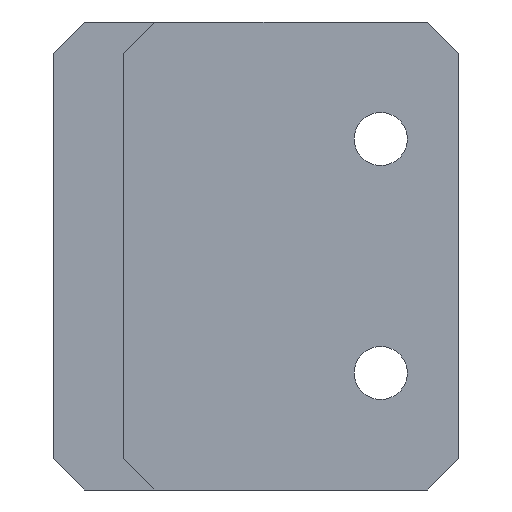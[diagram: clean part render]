
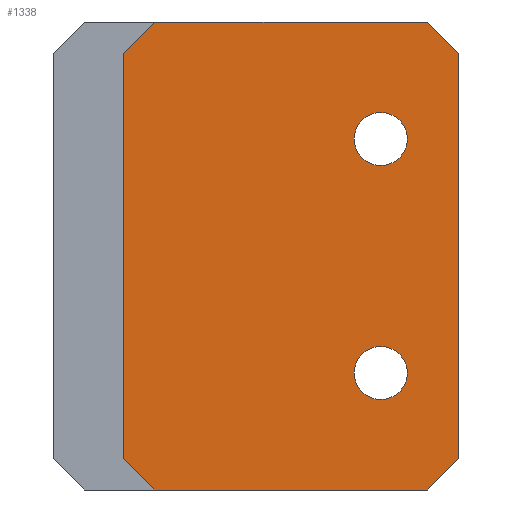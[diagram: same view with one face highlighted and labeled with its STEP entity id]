
A CAD part, front view. The second image highlights one B-rep face of the part: STEP entity #1338.
In plain terms, the highlighted planar face has unit normal (0, -1, 0).
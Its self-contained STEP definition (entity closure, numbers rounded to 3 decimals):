
#7 = EDGE_CURVE ( 'NONE', #890, #705, #851, .T. ) ;
#24 = EDGE_LOOP ( 'NONE', ( #1292, #988, #1354, #1127, #642, #1615, #147, #1169 ) ) ;
#32 = LINE ( 'NONE', #576, #1271 ) ;
#39 = CARTESIAN_POINT ( 'NONE',  ( 26., -4.25, 30. ) ) ;
#78 = EDGE_CURVE ( 'NONE', #1529, #1657, #1188, .T. ) ;
#79 = FACE_BOUND ( 'NONE', #1613, .T. ) ;
#82 = CARTESIAN_POINT ( 'NONE',  ( 4.5, -4.25, 0. ) ) ;
#91 = CARTESIAN_POINT ( 'NONE',  ( 21., -4.25, 9.2 ) ) ;
#103 = AXIS2_PLACEMENT_3D ( 'NONE', #349, #241, #341 ) ;
#126 = LINE ( 'NONE', #783, #1029 ) ;
#129 = DIRECTION ( 'NONE',  ( 0., 0., -1. ) ) ;
#147 = ORIENTED_EDGE ( 'NONE', *, *, #567, .F. ) ;
#149 = CARTESIAN_POINT ( 'NONE',  ( 4.5, -4.25, 30. ) ) ;
#167 = CARTESIAN_POINT ( 'NONE',  ( 21., -4.25, 22.5 ) ) ;
#182 = EDGE_CURVE ( 'NONE', #764, #761, #188, .T. ) ;
#188 = CIRCLE ( 'NONE', #856, 1.7 ) ;
#191 = AXIS2_PLACEMENT_3D ( 'NONE', #733, #1644, #1259 ) ;
#219 = EDGE_LOOP ( 'NONE', ( #1241, #915 ) ) ;
#220 = CARTESIAN_POINT ( 'NONE',  ( 26., -4.25, 28. ) ) ;
#229 = ORIENTED_EDGE ( 'NONE', *, *, #1641, .T. ) ;
#241 = DIRECTION ( 'NONE',  ( 0., 1., 0. ) ) ;
#325 = PLANE ( 'NONE',  #191 ) ;
#330 = CARTESIAN_POINT ( 'NONE',  ( 4.5, -4.25, 2. ) ) ;
#341 = DIRECTION ( 'NONE',  ( 0., 0., 1. ) ) ;
#349 = CARTESIAN_POINT ( 'NONE',  ( 21., -4.25, 7.5 ) ) ;
#371 = DIRECTION ( 'NONE',  ( 0., 1., 0. ) ) ;
#436 = VERTEX_POINT ( 'NONE', #1665 ) ;
#437 = DIRECTION ( 'NONE',  ( 0., 1., 0. ) ) ;
#462 = CARTESIAN_POINT ( 'NONE',  ( 6.5, -4.25, 30. ) ) ;
#496 = DIRECTION ( 'NONE',  ( 0., 0., 1. ) ) ;
#541 = DIRECTION ( 'NONE',  ( -0.707, 0., 0.707 ) ) ;
#558 = LINE ( 'NONE', #1633, #1637 ) ;
#561 = VECTOR ( 'NONE', #967, 1000. ) ;
#567 = EDGE_CURVE ( 'NONE', #1109, #436, #126, .T. ) ;
#576 = CARTESIAN_POINT ( 'NONE',  ( 26., -4.25, 2. ) ) ;
#583 = FACE_OUTER_BOUND ( 'NONE', #24, .T. ) ;
#598 = VECTOR ( 'NONE', #611, 1000. ) ;
#611 = DIRECTION ( 'NONE',  ( 1., 0., 0. ) ) ;
#642 = ORIENTED_EDGE ( 'NONE', *, *, #1555, .F. ) ;
#688 = AXIS2_PLACEMENT_3D ( 'NONE', #167, #437, #1206 ) ;
#693 = LINE ( 'NONE', #462, #561 ) ;
#694 = EDGE_CURVE ( 'NONE', #1109, #1529, #693, .T. ) ;
#705 = VERTEX_POINT ( 'NONE', #1210 ) ;
#733 = CARTESIAN_POINT ( 'NONE',  ( 4.5, -4.25, 30. ) ) ;
#735 = DIRECTION ( 'NONE',  ( 0.707, 0., -0.707 ) ) ;
#761 = VERTEX_POINT ( 'NONE', #826 ) ;
#764 = VERTEX_POINT ( 'NONE', #1110 ) ;
#766 = CARTESIAN_POINT ( 'NONE',  ( 21., -4.25, 7.5 ) ) ;
#769 = CARTESIAN_POINT ( 'NONE',  ( 6.5, -4.25, 0. ) ) ;
#783 = CARTESIAN_POINT ( 'NONE',  ( 4.5, -4.25, 30. ) ) ;
#826 = CARTESIAN_POINT ( 'NONE',  ( 21., -4.25, 20.8 ) ) ;
#846 = EDGE_CURVE ( 'NONE', #1657, #1358, #1686, .T. ) ;
#851 = CIRCLE ( 'NONE', #103, 1.7 ) ;
#856 = AXIS2_PLACEMENT_3D ( 'NONE', #1045, #1571, #927 ) ;
#858 = AXIS2_PLACEMENT_3D ( 'NONE', #766, #371, #496 ) ;
#860 = VERTEX_POINT ( 'NONE', #220 ) ;
#866 = FACE_BOUND ( 'NONE', #219, .T. ) ;
#890 = VERTEX_POINT ( 'NONE', #91 ) ;
#897 = CARTESIAN_POINT ( 'NONE',  ( 26., -4.25, 2. ) ) ;
#915 = ORIENTED_EDGE ( 'NONE', *, *, #1517, .T. ) ;
#927 = DIRECTION ( 'NONE',  ( 0., 0., 1. ) ) ;
#953 = CARTESIAN_POINT ( 'NONE',  ( 24., -4.25, 0. ) ) ;
#954 = EDGE_CURVE ( 'NONE', #1358, #1553, #1268, .T. ) ;
#967 = DIRECTION ( 'NONE',  ( -0.707, 0., -0.707 ) ) ;
#988 = ORIENTED_EDGE ( 'NONE', *, *, #846, .T. ) ;
#1029 = VECTOR ( 'NONE', #1305, 1000. ) ;
#1045 = CARTESIAN_POINT ( 'NONE',  ( 21., -4.25, 22.5 ) ) ;
#1059 = CIRCLE ( 'NONE', #858, 1.7 ) ;
#1091 = DIRECTION ( 'NONE',  ( 0.707, 0., 0.707 ) ) ;
#1096 = VECTOR ( 'NONE', #735, 1000. ) ;
#1105 = CARTESIAN_POINT ( 'NONE',  ( 4.5, -4.25, 28. ) ) ;
#1109 = VERTEX_POINT ( 'NONE', #1368 ) ;
#1110 = CARTESIAN_POINT ( 'NONE',  ( 21., -4.25, 24.2 ) ) ;
#1112 = VECTOR ( 'NONE', #1625, 1000. ) ;
#1127 = ORIENTED_EDGE ( 'NONE', *, *, #1182, .T. ) ;
#1169 = ORIENTED_EDGE ( 'NONE', *, *, #694, .T. ) ;
#1182 = EDGE_CURVE ( 'NONE', #1553, #1655, #32, .T. ) ;
#1188 = LINE ( 'NONE', #149, #1604 ) ;
#1206 = DIRECTION ( 'NONE',  ( 0., 0., 1. ) ) ;
#1210 = CARTESIAN_POINT ( 'NONE',  ( 21., -4.25, 5.8 ) ) ;
#1241 = ORIENTED_EDGE ( 'NONE', *, *, #182, .T. ) ;
#1259 = DIRECTION ( 'NONE',  ( 0., 0., 1. ) ) ;
#1268 = LINE ( 'NONE', #82, #598 ) ;
#1271 = VECTOR ( 'NONE', #1091, 1000. ) ;
#1292 = ORIENTED_EDGE ( 'NONE', *, *, #78, .T. ) ;
#1305 = DIRECTION ( 'NONE',  ( 1., 0., 0. ) ) ;
#1326 = LINE ( 'NONE', #39, #1112 ) ;
#1338 = ADVANCED_FACE ( 'NONE', ( #79, #866, #583 ), #325, .F. ) ;
#1354 = ORIENTED_EDGE ( 'NONE', *, *, #954, .T. ) ;
#1358 = VERTEX_POINT ( 'NONE', #769 ) ;
#1368 = CARTESIAN_POINT ( 'NONE',  ( 6.5, -4.25, 30. ) ) ;
#1436 = CIRCLE ( 'NONE', #688, 1.7 ) ;
#1508 = ORIENTED_EDGE ( 'NONE', *, *, #7, .T. ) ;
#1517 = EDGE_CURVE ( 'NONE', #761, #764, #1436, .T. ) ;
#1529 = VERTEX_POINT ( 'NONE', #1105 ) ;
#1536 = EDGE_CURVE ( 'NONE', #860, #436, #558, .T. ) ;
#1551 = CARTESIAN_POINT ( 'NONE',  ( 4.5, -4.25, 2. ) ) ;
#1553 = VERTEX_POINT ( 'NONE', #953 ) ;
#1555 = EDGE_CURVE ( 'NONE', #860, #1655, #1326, .T. ) ;
#1571 = DIRECTION ( 'NONE',  ( 0., 1., 0. ) ) ;
#1604 = VECTOR ( 'NONE', #129, 1000. ) ;
#1613 = EDGE_LOOP ( 'NONE', ( #1508, #229 ) ) ;
#1615 = ORIENTED_EDGE ( 'NONE', *, *, #1536, .T. ) ;
#1625 = DIRECTION ( 'NONE',  ( 0., 0., -1. ) ) ;
#1633 = CARTESIAN_POINT ( 'NONE',  ( 24., -4.25, 30. ) ) ;
#1637 = VECTOR ( 'NONE', #541, 1000. ) ;
#1641 = EDGE_CURVE ( 'NONE', #705, #890, #1059, .T. ) ;
#1644 = DIRECTION ( 'NONE',  ( 0., 1., 0. ) ) ;
#1655 = VERTEX_POINT ( 'NONE', #897 ) ;
#1657 = VERTEX_POINT ( 'NONE', #1551 ) ;
#1665 = CARTESIAN_POINT ( 'NONE',  ( 24., -4.25, 30. ) ) ;
#1686 = LINE ( 'NONE', #330, #1096 ) ;
